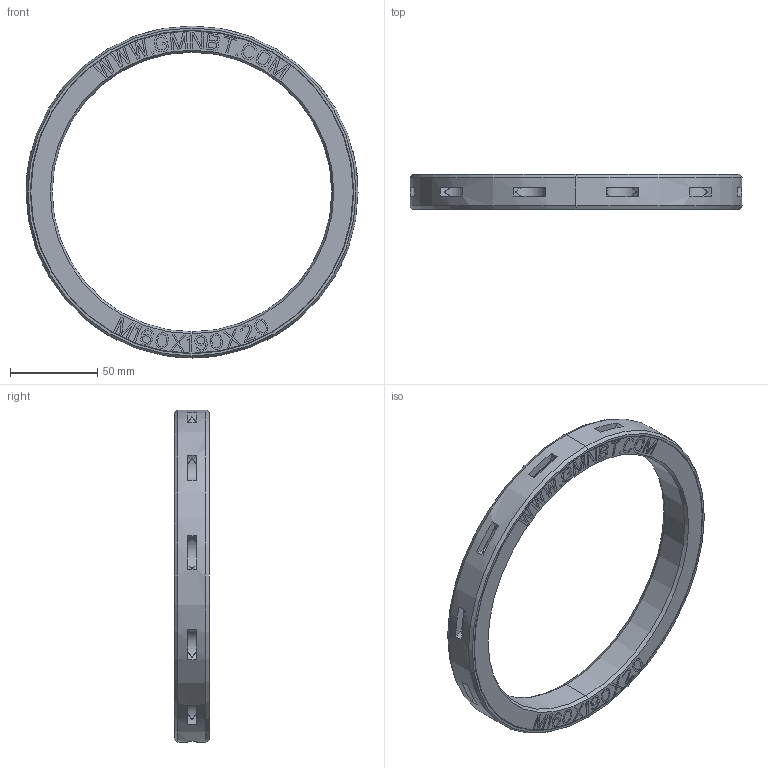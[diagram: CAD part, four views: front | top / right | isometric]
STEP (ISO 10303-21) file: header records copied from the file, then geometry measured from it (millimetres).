
FILE_DESCRIPTION((''),'2;1');
FILE_NAME('M160X190X20_PRT','2014-11-17T',('sales 4'),(''),'PRO/ENGINEER BY PARAMETRIC TECHNOLOGY CORPORATION, 2013150','PRO/ENGINEER BY PARAMETRIC TECHNOLOGY CORPORATION, 2013150','');
FILE_SCHEMA(('AUTOMOTIVE_DESIGN { 1 0 10303 214 1 1 1 1 }'));
Length unit declared in the file: millimetre
Products named in the file (1): M160X190X20_PRT
Bounding box: 190 x 20.08 x 190 mm (x, y, z)
Volume: 151664.9 mm3; surface area: 68392 mm2
Topology: 2 solids, 2 shells, 808 faces, 2280 edges, 1496 vertices
Faces by surface type: plane 669, torus 54, cylinder 45, cone 40
Entity records: 35709 total; most frequent: CARTESIAN_POINT 5158, ORIENTED_EDGE 4560, DIRECTION 4070, PRESENTATION_STYLE_ASSIGNMENT 2544, STYLED_ITEM 2282, CURVE_STYLE 2280, EDGE_CURVE 2280, VECTOR 1842
